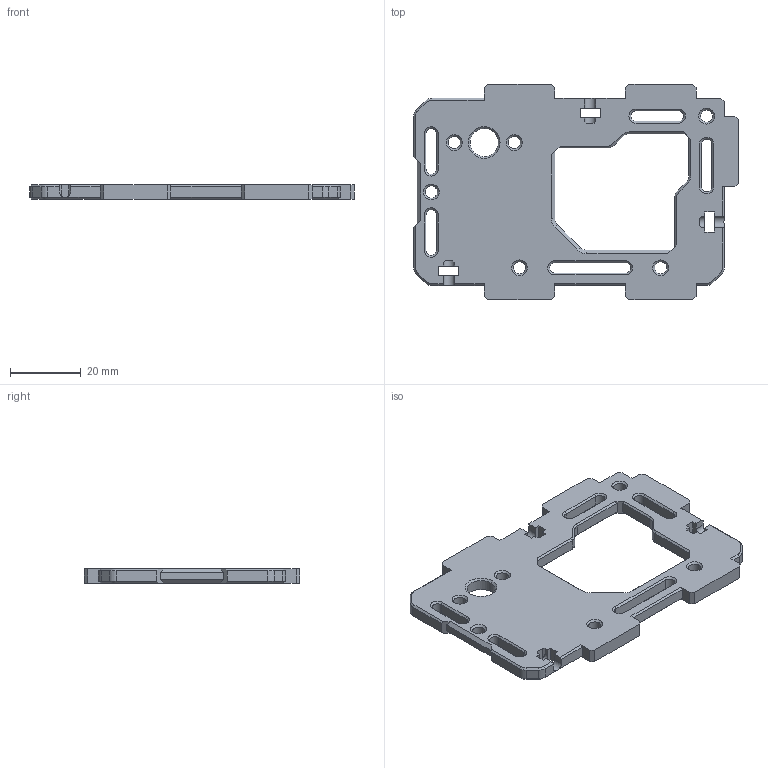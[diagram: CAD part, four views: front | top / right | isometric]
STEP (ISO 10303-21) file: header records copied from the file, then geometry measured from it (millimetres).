
FILE_DESCRIPTION(('STEP AP242'), '1');
FILE_NAME('Ñòåíêà-Áîêîâàÿ-v1', '', ('UNSPECIFIED'), ('UNSPECIFIED'), 'C3D Converter', 'C3D Toolkit', '');
FILE_SCHEMA(('AP242_MANAGED_MODEL_BASED_3D_ENGINEERING_MIM_LF { 1 0 10303 442 1 1 4 }'));
Length unit declared in the file: millimetre
Assembly tree (3 placements, depth 2):
  (unnamed)
    (unnamed)  x3
Bounding box: 92 x 61 x 4 mm (x, y, z)
Volume: 13905.5 mm3; surface area: 9804.5 mm2
Topology: 1 solids, 1 shells, 256 faces, 669 edges, 412 vertices
Faces by surface type: plane 163, cone 58, cylinder 35
Full cylindrical faces by diameter (mm): 3.5 x6, 8 x1
Entity records: 7791 total; most frequent: CARTESIAN_POINT 1344, ORIENTED_EDGE 1296, DIRECTION 1290, EDGE_CURVE 648, LINE 510, VECTOR 510, VERTEX_POINT 412, AXIS2_PLACEMENT_3D 390
